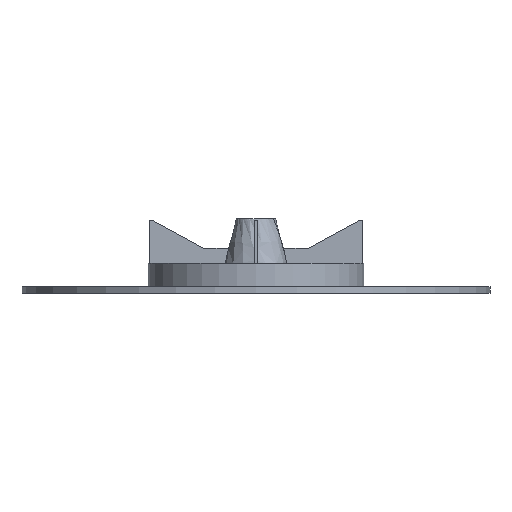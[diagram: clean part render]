
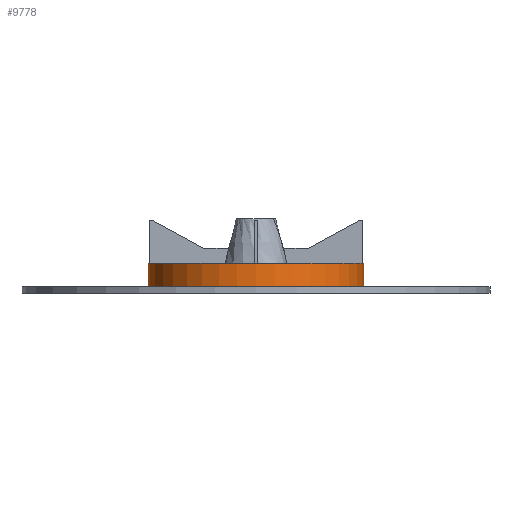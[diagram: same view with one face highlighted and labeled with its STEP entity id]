
A CAD part, front view. The second image highlights one B-rep face of the part: STEP entity #9778.
In plain terms, the highlighted cylindrical face has radius 27.6 mm (diameter 55.2 mm), a partial arc.
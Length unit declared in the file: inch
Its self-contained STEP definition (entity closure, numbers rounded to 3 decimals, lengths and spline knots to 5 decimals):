
#203 = ORIENTED_EDGE ( 'NONE', *, *, #10481, .T. ) ;
#235 = DIRECTION ( 'NONE',  ( 1., 0., 0. ) ) ;
#434 = CARTESIAN_POINT ( 'NONE',  ( 0., 0.00001, 0.06299 ) ) ;
#479 = CARTESIAN_POINT ( 'NONE',  ( 0., 0.00001, 0.29921 ) ) ;
#759 = DIRECTION ( 'NONE',  ( 0., 0., -1. ) ) ;
#1541 = CARTESIAN_POINT ( 'NONE',  ( -1.08661, 0.00001, 0.06299 ) ) ;
#1890 = CIRCLE ( 'NONE', #16041, 1.08661 ) ;
#2205 = VECTOR ( 'NONE', #5633, 39.37008 ) ;
#2275 = EDGE_CURVE ( 'NONE', #10585, #8073, #14581, .T. ) ;
#4992 = VECTOR ( 'NONE', #6613, 39.37008 ) ;
#5281 = DIRECTION ( 'NONE',  ( 0., 0., 1. ) ) ;
#5531 = DIRECTION ( 'NONE',  ( 1., 0., 0. ) ) ;
#5633 = DIRECTION ( 'NONE',  ( 0., 0., 1. ) ) ;
#5857 = DIRECTION ( 'NONE',  ( 1., 0., 0. ) ) ;
#6613 = DIRECTION ( 'NONE',  ( 0., 0., 1. ) ) ;
#6819 = CARTESIAN_POINT ( 'NONE',  ( 1.08661, 0.00001, 0.29921 ) ) ;
#7024 = CARTESIAN_POINT ( 'NONE',  ( -1.08661, 0.00001, 0.06299 ) ) ;
#7226 = AXIS2_PLACEMENT_3D ( 'NONE', #479, #14284, #235 ) ;
#8073 = VERTEX_POINT ( 'NONE', #9086 ) ;
#8179 = EDGE_LOOP ( 'NONE', ( #9484, #8505, #203, #11244 ) ) ;
#8505 = ORIENTED_EDGE ( 'NONE', *, *, #14650, .F. ) ;
#8755 = VERTEX_POINT ( 'NONE', #12884 ) ;
#9086 = CARTESIAN_POINT ( 'NONE',  ( -1.08661, 0.00001, 0.29921 ) ) ;
#9484 = ORIENTED_EDGE ( 'NONE', *, *, #2275, .F. ) ;
#9532 = CARTESIAN_POINT ( 'NONE',  ( 0., 0.00001, 0.06299 ) ) ;
#9778 = ADVANCED_FACE ( 'NONE', ( #15235 ), #15405, .T. ) ;
#9792 = AXIS2_PLACEMENT_3D ( 'NONE', #434, #5281, #5531 ) ;
#10481 = EDGE_CURVE ( 'NONE', #8755, #15575, #14135, .T. ) ;
#10585 = VERTEX_POINT ( 'NONE', #7024 ) ;
#11244 = ORIENTED_EDGE ( 'NONE', *, *, #15179, .F. ) ;
#12884 = CARTESIAN_POINT ( 'NONE',  ( 1.08661, 0.00001, 0.06299 ) ) ;
#13379 = CIRCLE ( 'NONE', #7226, 1.08661 ) ;
#14135 = LINE ( 'NONE', #15311, #4992 ) ;
#14284 = DIRECTION ( 'NONE',  ( 0., 0., 1. ) ) ;
#14581 = LINE ( 'NONE', #1541, #2205 ) ;
#14650 = EDGE_CURVE ( 'NONE', #8755, #10585, #1890, .T. ) ;
#15179 = EDGE_CURVE ( 'NONE', #8073, #15575, #13379, .T. ) ;
#15235 = FACE_OUTER_BOUND ( 'NONE', #8179, .T. ) ;
#15311 = CARTESIAN_POINT ( 'NONE',  ( 1.08661, 0.00001, 0.06299 ) ) ;
#15405 = CYLINDRICAL_SURFACE ( 'NONE', #9792, 1.08661 ) ;
#15575 = VERTEX_POINT ( 'NONE', #6819 ) ;
#16041 = AXIS2_PLACEMENT_3D ( 'NONE', #9532, #759, #5857 ) ;
